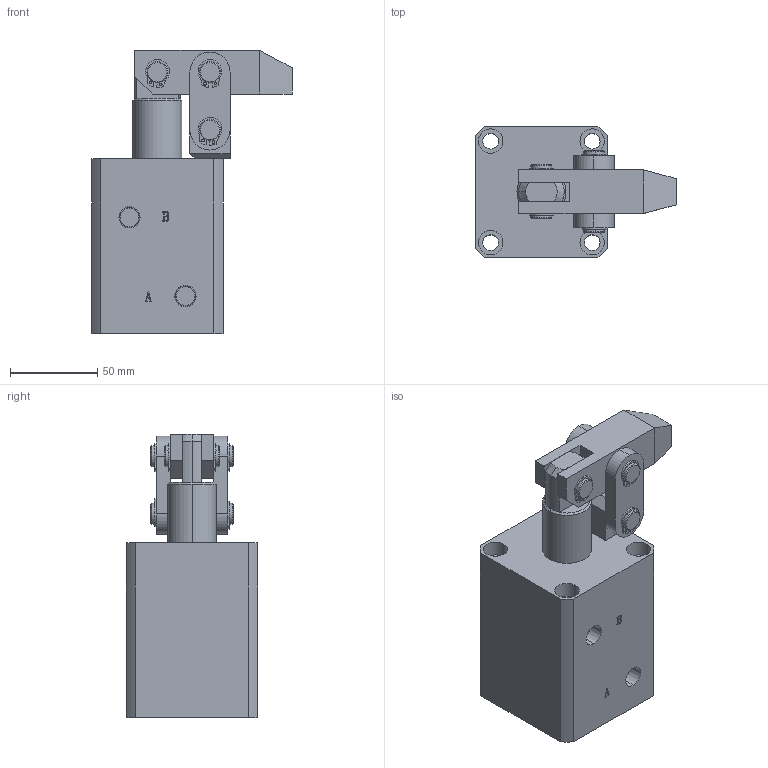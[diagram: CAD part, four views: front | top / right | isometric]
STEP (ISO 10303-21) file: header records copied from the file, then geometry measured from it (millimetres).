
FILE_DESCRIPTION (( 'STEP AP203' ), '1' );
FILE_NAME ('HLC-50.STEP', '2020-08-06T02:05:41', ( '微软用户' ), ( '微软中国' ), 'SwSTEP 2.0', 'SolidWorks 2012', '' );
FILE_SCHEMA (( 'CONFIG_CONTROL_DESIGN' ));
Length unit declared in the file: millimetre
Products named in the file (9): circlips for shaft--type a large gb_GB_CONNECTING_PIECE_RING_RRA 12; HLC-50蟀裝; HLC-50揤旋; HLC-50活塞杆; HLC-50傻种; HLC-50掛极; HLC-50酗种; HLC-50盓傅; HLC-50
Assembly tree (15 placements, depth 2):
  HLC-50
    HLC-50酗种  x2
    HLC-50掛极
    HLC-50傻种
    HLC-50活塞杆
    HLC-50揤旋
    HLC-50蟀裝  x2
    circlips for shaft--type a large gb_GB_CONNECTING_PIECE_RING_RRA 12  x6
    HLC-50盓傅
Bounding box: 114.5 x 75 x 162 mm (x, y, z)
Volume: 568374.4 mm3; surface area: 109835.4 mm2
Topology: 15 solids, 15 shells, 443 faces, 1098 edges, 722 vertices
Faces by surface type: plane 191, cylinder 189, bspline 32, cone 25, torus 6
Entity records: 11586 total; most frequent: CARTESIAN_POINT 3281, DIRECTION 1467, ORIENTED_EDGE 1466, EDGE_CURVE 733, AXIS2_PLACEMENT_3D 514, VERTEX_POINT 480, VECTOR 439, LINE 439
